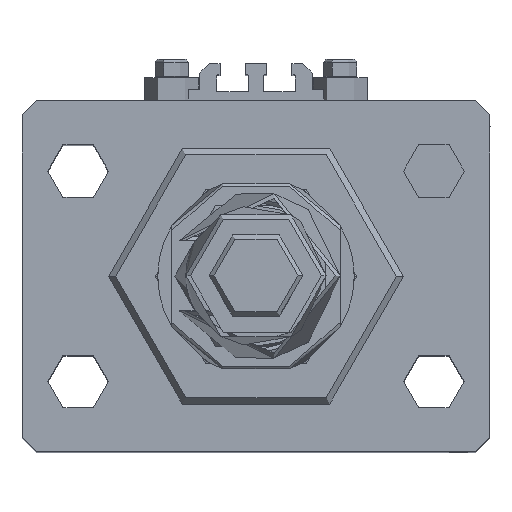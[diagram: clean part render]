
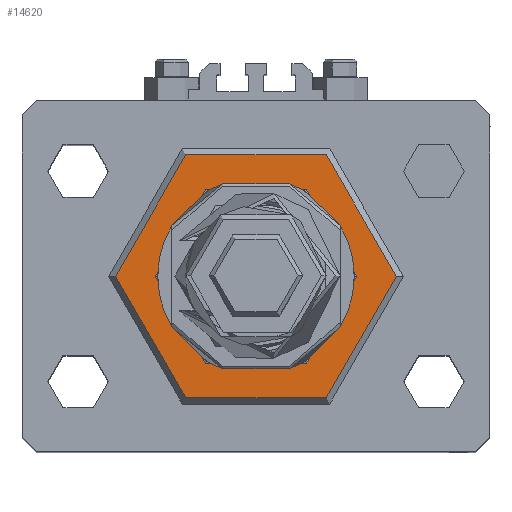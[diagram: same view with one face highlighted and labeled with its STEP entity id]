
A CAD part, top view. The second image highlights one B-rep face of the part: STEP entity #14620.
In plain terms, the highlighted face is planar.
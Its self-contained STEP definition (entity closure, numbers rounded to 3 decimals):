
#1113 = DIRECTION ( 'NONE',  ( 1., 0., 0. ) ) ;
#1557 = VERTEX_POINT ( 'NONE', #11204 ) ;
#3469 = CIRCLE ( 'NONE', #30273, 21.5 ) ;
#6531 = DIRECTION ( 'NONE',  ( 1., 0., 0. ) ) ;
#8443 = CARTESIAN_POINT ( 'NONE',  ( 0., 0., 0. ) ) ;
#9102 = CARTESIAN_POINT ( 'NONE',  ( -30., 0., 0. ) ) ;
#10096 = DIRECTION ( 'NONE',  ( 0., 0., -1. ) ) ;
#10539 = DIRECTION ( 'NONE',  ( 0., 0., 1. ) ) ;
#11204 = CARTESIAN_POINT ( 'NONE',  ( -21.5, 0., 0. ) ) ;
#11925 = ORIENTED_EDGE ( 'NONE', *, *, #24525, .T. ) ;
#12224 = VERTEX_POINT ( 'NONE', #35170 ) ;
#12729 = DIRECTION ( 'NONE',  ( 0., 0., 1. ) ) ;
#13848 = FACE_OUTER_BOUND ( 'NONE', #14584, .T. ) ;
#14347 = CARTESIAN_POINT ( 'NONE',  ( 0., 0., 0. ) ) ;
#14584 = EDGE_LOOP ( 'NONE', ( #11925, #25287 ) ) ;
#14620 = ADVANCED_FACE ( 'NONE', ( #33909, #13848 ), #26026, .F. ) ;
#15800 = DIRECTION ( 'NONE',  ( 0., 0., -1. ) ) ;
#16534 = DIRECTION ( 'NONE',  ( 1., 0., 0. ) ) ;
#16704 = EDGE_LOOP ( 'NONE', ( #49345, #32279 ) ) ;
#18342 = CIRCLE ( 'NONE', #31337, 21.5 ) ;
#20139 = CIRCLE ( 'NONE', #22617, 30. ) ;
#20140 = CARTESIAN_POINT ( 'NONE',  ( 30., 0., 0. ) ) ;
#20344 = DIRECTION ( 'NONE',  ( 1., 0., 0. ) ) ;
#22617 = AXIS2_PLACEMENT_3D ( 'NONE', #45371, #10096, #6531 ) ;
#23706 = CARTESIAN_POINT ( 'NONE',  ( 0., 0., 0. ) ) ;
#24525 = EDGE_CURVE ( 'NONE', #30565, #47819, #37640, .T. ) ;
#25287 = ORIENTED_EDGE ( 'NONE', *, *, #37619, .T. ) ;
#26026 = PLANE ( 'NONE',  #49315 ) ;
#28556 = EDGE_CURVE ( 'NONE', #12224, #1557, #18342, .T. ) ;
#29350 = DIRECTION ( 'NONE',  ( 1., 0., 0. ) ) ;
#30273 = AXIS2_PLACEMENT_3D ( 'NONE', #23706, #32348, #1113 ) ;
#30565 = VERTEX_POINT ( 'NONE', #20140 ) ;
#31337 = AXIS2_PLACEMENT_3D ( 'NONE', #44211, #12729, #16534 ) ;
#32279 = ORIENTED_EDGE ( 'NONE', *, *, #47452, .T. ) ;
#32348 = DIRECTION ( 'NONE',  ( 0., 0., 1. ) ) ;
#33909 = FACE_BOUND ( 'NONE', #16704, .T. ) ;
#35170 = CARTESIAN_POINT ( 'NONE',  ( 21.5, 0., 0. ) ) ;
#37619 = EDGE_CURVE ( 'NONE', #47819, #30565, #20139, .T. ) ;
#37640 = CIRCLE ( 'NONE', #49804, 30. ) ;
#44211 = CARTESIAN_POINT ( 'NONE',  ( 0., 0., 0. ) ) ;
#45371 = CARTESIAN_POINT ( 'NONE',  ( 0., 0., 0. ) ) ;
#47452 = EDGE_CURVE ( 'NONE', #1557, #12224, #3469, .T. ) ;
#47819 = VERTEX_POINT ( 'NONE', #9102 ) ;
#49315 = AXIS2_PLACEMENT_3D ( 'NONE', #14347, #10539, #29350 ) ;
#49345 = ORIENTED_EDGE ( 'NONE', *, *, #28556, .T. ) ;
#49804 = AXIS2_PLACEMENT_3D ( 'NONE', #8443, #15800, #20344 ) ;
